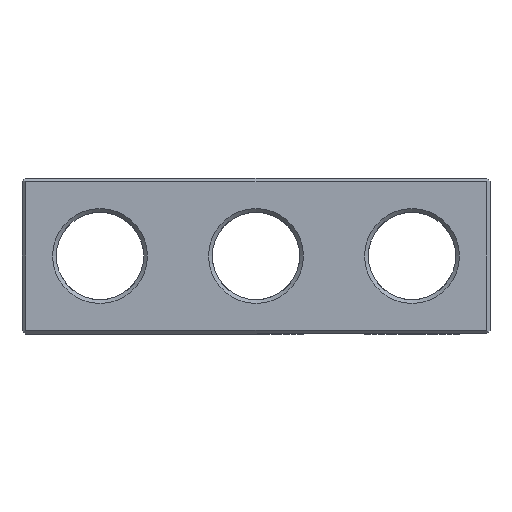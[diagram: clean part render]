
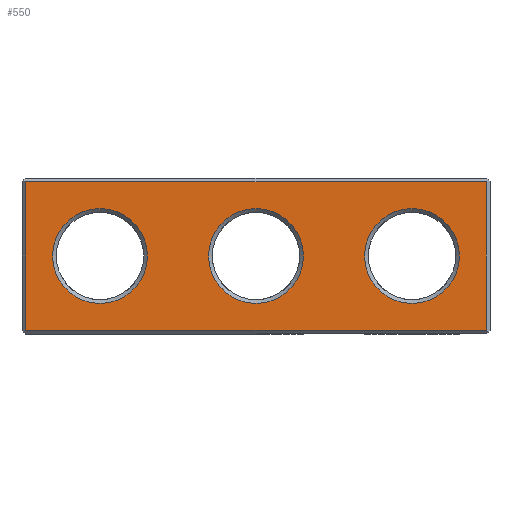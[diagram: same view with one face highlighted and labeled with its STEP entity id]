
A CAD part, front view. The second image highlights one B-rep face of the part: STEP entity #550.
In plain terms, the highlighted planar face has unit normal (0, -1, 0).
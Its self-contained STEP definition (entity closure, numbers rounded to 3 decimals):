
#72 = PLANE('',#73);
#73 = AXIS2_PLACEMENT_3D('',#74,#75,#76);
#74 = CARTESIAN_POINT('',(0.,0.,0.3));
#75 = DIRECTION('',(0.,0.707,0.707));
#76 = DIRECTION('',(0.,0.707,-0.707));
#100 = PLANE('',#101);
#101 = AXIS2_PLACEMENT_3D('',#102,#103,#104);
#102 = CARTESIAN_POINT('',(37.5,0.3,0.));
#103 = DIRECTION('',(0.707,-0.707,0.));
#104 = DIRECTION('',(-0.707,-0.707,0.));
#250 = VERTEX_POINT('',#251);
#251 = CARTESIAN_POINT('',(37.2,0.,12.2));
#265 = PLANE('',#266);
#266 = AXIS2_PLACEMENT_3D('',#267,#268,#269);
#267 = CARTESIAN_POINT('',(0.,0.,12.2));
#268 = DIRECTION('',(0.,-0.707,0.707));
#269 = DIRECTION('',(0.,0.707,0.707));
#277 = EDGE_CURVE('',#278,#250,#280,.T.);
#278 = VERTEX_POINT('',#279);
#279 = CARTESIAN_POINT('',(37.2,0.,0.3));
#280 = SURFACE_CURVE('',#281,(#285,#292),.PCURVE_S1.);
#281 = LINE('',#282,#283);
#282 = CARTESIAN_POINT('',(37.2,0.,0.));
#283 = VECTOR('',#284,1.);
#284 = DIRECTION('',(0.,0.,1.));
#285 = PCURVE('',#100,#286);
#286 = DEFINITIONAL_REPRESENTATION('',(#287),#291);
#287 = LINE('',#288,#289);
#288 = CARTESIAN_POINT('',(0.424,0.));
#289 = VECTOR('',#290,1.);
#290 = DIRECTION('',(0.,-1.));
#291 = ( GEOMETRIC_REPRESENTATION_CONTEXT(2) 
PARAMETRIC_REPRESENTATION_CONTEXT() REPRESENTATION_CONTEXT('2D SPACE',''
  ) );
#292 = PCURVE('',#293,#298);
#293 = PLANE('',#294);
#294 = AXIS2_PLACEMENT_3D('',#295,#296,#297);
#295 = CARTESIAN_POINT('',(0.,0.,0.));
#296 = DIRECTION('',(0.,1.,0.));
#297 = DIRECTION('',(1.,0.,0.));
#298 = DEFINITIONAL_REPRESENTATION('',(#299),#303);
#299 = LINE('',#300,#301);
#300 = CARTESIAN_POINT('',(37.2,0.));
#301 = VECTOR('',#302,1.);
#302 = DIRECTION('',(0.,-1.));
#303 = ( GEOMETRIC_REPRESENTATION_CONTEXT(2) 
PARAMETRIC_REPRESENTATION_CONTEXT() REPRESENTATION_CONTEXT('2D SPACE',''
  ) );
#550 = ADVANCED_FACE('',(#551,#626,#661,#696),#293,.F.);
#551 = FACE_BOUND('',#552,.F.);
#552 = EDGE_LOOP('',(#553,#576,#604,#625));
#553 = ORIENTED_EDGE('',*,*,#554,.F.);
#554 = EDGE_CURVE('',#555,#278,#557,.T.);
#555 = VERTEX_POINT('',#556);
#556 = CARTESIAN_POINT('',(0.3,0.,0.3));
#557 = SURFACE_CURVE('',#558,(#562,#569),.PCURVE_S1.);
#558 = LINE('',#559,#560);
#559 = CARTESIAN_POINT('',(0.,0.,0.3));
#560 = VECTOR('',#561,1.);
#561 = DIRECTION('',(1.,0.,0.));
#562 = PCURVE('',#293,#563);
#563 = DEFINITIONAL_REPRESENTATION('',(#564),#568);
#564 = LINE('',#565,#566);
#565 = CARTESIAN_POINT('',(0.,-0.3));
#566 = VECTOR('',#567,1.);
#567 = DIRECTION('',(1.,0.));
#568 = ( GEOMETRIC_REPRESENTATION_CONTEXT(2) 
PARAMETRIC_REPRESENTATION_CONTEXT() REPRESENTATION_CONTEXT('2D SPACE',''
  ) );
#569 = PCURVE('',#72,#570);
#570 = DEFINITIONAL_REPRESENTATION('',(#571),#575);
#571 = LINE('',#572,#573);
#572 = CARTESIAN_POINT('',(0.,0.));
#573 = VECTOR('',#574,1.);
#574 = DIRECTION('',(0.,-1.));
#575 = ( GEOMETRIC_REPRESENTATION_CONTEXT(2) 
PARAMETRIC_REPRESENTATION_CONTEXT() REPRESENTATION_CONTEXT('2D SPACE',''
  ) );
#576 = ORIENTED_EDGE('',*,*,#577,.T.);
#577 = EDGE_CURVE('',#555,#578,#580,.T.);
#578 = VERTEX_POINT('',#579);
#579 = CARTESIAN_POINT('',(0.3,0.,12.2));
#580 = SURFACE_CURVE('',#581,(#585,#592),.PCURVE_S1.);
#581 = LINE('',#582,#583);
#582 = CARTESIAN_POINT('',(0.3,0.,0.));
#583 = VECTOR('',#584,1.);
#584 = DIRECTION('',(0.,0.,1.));
#585 = PCURVE('',#293,#586);
#586 = DEFINITIONAL_REPRESENTATION('',(#587),#591);
#587 = LINE('',#588,#589);
#588 = CARTESIAN_POINT('',(0.3,0.));
#589 = VECTOR('',#590,1.);
#590 = DIRECTION('',(0.,-1.));
#591 = ( GEOMETRIC_REPRESENTATION_CONTEXT(2) 
PARAMETRIC_REPRESENTATION_CONTEXT() REPRESENTATION_CONTEXT('2D SPACE',''
  ) );
#592 = PCURVE('',#593,#598);
#593 = PLANE('',#594);
#594 = AXIS2_PLACEMENT_3D('',#595,#596,#597);
#595 = CARTESIAN_POINT('',(0.3,0.,0.));
#596 = DIRECTION('',(-0.707,-0.707,0.));
#597 = DIRECTION('',(-0.707,0.707,0.));
#598 = DEFINITIONAL_REPRESENTATION('',(#599),#603);
#599 = LINE('',#600,#601);
#600 = CARTESIAN_POINT('',(0.,0.));
#601 = VECTOR('',#602,1.);
#602 = DIRECTION('',(0.,-1.));
#603 = ( GEOMETRIC_REPRESENTATION_CONTEXT(2) 
PARAMETRIC_REPRESENTATION_CONTEXT() REPRESENTATION_CONTEXT('2D SPACE',''
  ) );
#604 = ORIENTED_EDGE('',*,*,#605,.T.);
#605 = EDGE_CURVE('',#578,#250,#606,.T.);
#606 = SURFACE_CURVE('',#607,(#611,#618),.PCURVE_S1.);
#607 = LINE('',#608,#609);
#608 = CARTESIAN_POINT('',(0.,0.,12.2));
#609 = VECTOR('',#610,1.);
#610 = DIRECTION('',(1.,0.,0.));
#611 = PCURVE('',#293,#612);
#612 = DEFINITIONAL_REPRESENTATION('',(#613),#617);
#613 = LINE('',#614,#615);
#614 = CARTESIAN_POINT('',(0.,-12.2));
#615 = VECTOR('',#616,1.);
#616 = DIRECTION('',(1.,0.));
#617 = ( GEOMETRIC_REPRESENTATION_CONTEXT(2) 
PARAMETRIC_REPRESENTATION_CONTEXT() REPRESENTATION_CONTEXT('2D SPACE',''
  ) );
#618 = PCURVE('',#265,#619);
#619 = DEFINITIONAL_REPRESENTATION('',(#620),#624);
#620 = LINE('',#621,#622);
#621 = CARTESIAN_POINT('',(0.,0.));
#622 = VECTOR('',#623,1.);
#623 = DIRECTION('',(0.,-1.));
#624 = ( GEOMETRIC_REPRESENTATION_CONTEXT(2) 
PARAMETRIC_REPRESENTATION_CONTEXT() REPRESENTATION_CONTEXT('2D SPACE',''
  ) );
#625 = ORIENTED_EDGE('',*,*,#277,.F.);
#626 = FACE_BOUND('',#627,.F.);
#627 = EDGE_LOOP('',(#628));
#628 = ORIENTED_EDGE('',*,*,#629,.T.);
#629 = EDGE_CURVE('',#630,#630,#632,.T.);
#630 = VERTEX_POINT('',#631);
#631 = CARTESIAN_POINT('',(10.05,0.,6.25));
#632 = SURFACE_CURVE('',#633,(#638,#649),.PCURVE_S1.);
#633 = CIRCLE('',#634,3.8);
#634 = AXIS2_PLACEMENT_3D('',#635,#636,#637);
#635 = CARTESIAN_POINT('',(6.25,0.,6.25));
#636 = DIRECTION('',(0.,-1.,0.));
#637 = DIRECTION('',(1.,0.,0.));
#638 = PCURVE('',#293,#639);
#639 = DEFINITIONAL_REPRESENTATION('',(#640),#648);
#640 = ( BOUNDED_CURVE() B_SPLINE_CURVE(2,(#641,#642,#643,#644,#645,#646
,#647),.UNSPECIFIED.,.T.,.F.) B_SPLINE_CURVE_WITH_KNOTS((1,2,2,2,2,1),(
    -2.094,0.,2.094,4.189,6.283,
8.378),.UNSPECIFIED.) CURVE() GEOMETRIC_REPRESENTATION_ITEM() 
RATIONAL_B_SPLINE_CURVE((1.,0.5,1.,0.5,1.,0.5,1.)) REPRESENTATION_ITEM(
  '') );
#641 = CARTESIAN_POINT('',(10.05,-6.25));
#642 = CARTESIAN_POINT('',(10.05,-12.832));
#643 = CARTESIAN_POINT('',(4.35,-9.541));
#644 = CARTESIAN_POINT('',(-1.35,-6.25));
#645 = CARTESIAN_POINT('',(4.35,-2.959));
#646 = CARTESIAN_POINT('',(10.05,0.332));
#647 = CARTESIAN_POINT('',(10.05,-6.25));
#648 = ( GEOMETRIC_REPRESENTATION_CONTEXT(2) 
PARAMETRIC_REPRESENTATION_CONTEXT() REPRESENTATION_CONTEXT('2D SPACE',''
  ) );
#649 = PCURVE('',#650,#655);
#650 = CONICAL_SURFACE('',#651,3.5,0.785);
#651 = AXIS2_PLACEMENT_3D('',#652,#653,#654);
#652 = CARTESIAN_POINT('',(6.25,0.3,6.25));
#653 = DIRECTION('',(-0.,-1.,-0.));
#654 = DIRECTION('',(1.,0.,0.));
#655 = DEFINITIONAL_REPRESENTATION('',(#656),#660);
#656 = LINE('',#657,#658);
#657 = CARTESIAN_POINT('',(-0.,0.3));
#658 = VECTOR('',#659,1.);
#659 = DIRECTION('',(1.,-0.));
#660 = ( GEOMETRIC_REPRESENTATION_CONTEXT(2) 
PARAMETRIC_REPRESENTATION_CONTEXT() REPRESENTATION_CONTEXT('2D SPACE',''
  ) );
#661 = FACE_BOUND('',#662,.F.);
#662 = EDGE_LOOP('',(#663));
#663 = ORIENTED_EDGE('',*,*,#664,.T.);
#664 = EDGE_CURVE('',#665,#665,#667,.T.);
#665 = VERTEX_POINT('',#666);
#666 = CARTESIAN_POINT('',(22.55,0.,6.25));
#667 = SURFACE_CURVE('',#668,(#673,#684),.PCURVE_S1.);
#668 = CIRCLE('',#669,3.8);
#669 = AXIS2_PLACEMENT_3D('',#670,#671,#672);
#670 = CARTESIAN_POINT('',(18.75,0.,6.25));
#671 = DIRECTION('',(0.,-1.,0.));
#672 = DIRECTION('',(1.,0.,0.));
#673 = PCURVE('',#293,#674);
#674 = DEFINITIONAL_REPRESENTATION('',(#675),#683);
#675 = ( BOUNDED_CURVE() B_SPLINE_CURVE(2,(#676,#677,#678,#679,#680,#681
,#682),.UNSPECIFIED.,.T.,.F.) B_SPLINE_CURVE_WITH_KNOTS((1,2,2,2,2,1),(
    -2.094,0.,2.094,4.189,6.283,
8.378),.UNSPECIFIED.) CURVE() GEOMETRIC_REPRESENTATION_ITEM() 
RATIONAL_B_SPLINE_CURVE((1.,0.5,1.,0.5,1.,0.5,1.)) REPRESENTATION_ITEM(
  '') );
#676 = CARTESIAN_POINT('',(22.55,-6.25));
#677 = CARTESIAN_POINT('',(22.55,-12.832));
#678 = CARTESIAN_POINT('',(16.85,-9.541));
#679 = CARTESIAN_POINT('',(11.15,-6.25));
#680 = CARTESIAN_POINT('',(16.85,-2.959));
#681 = CARTESIAN_POINT('',(22.55,0.332));
#682 = CARTESIAN_POINT('',(22.55,-6.25));
#683 = ( GEOMETRIC_REPRESENTATION_CONTEXT(2) 
PARAMETRIC_REPRESENTATION_CONTEXT() REPRESENTATION_CONTEXT('2D SPACE',''
  ) );
#684 = PCURVE('',#685,#690);
#685 = CONICAL_SURFACE('',#686,3.5,0.785);
#686 = AXIS2_PLACEMENT_3D('',#687,#688,#689);
#687 = CARTESIAN_POINT('',(18.75,0.3,6.25));
#688 = DIRECTION('',(-0.,-1.,-0.));
#689 = DIRECTION('',(1.,0.,0.));
#690 = DEFINITIONAL_REPRESENTATION('',(#691),#695);
#691 = LINE('',#692,#693);
#692 = CARTESIAN_POINT('',(-0.,0.3));
#693 = VECTOR('',#694,1.);
#694 = DIRECTION('',(1.,-0.));
#695 = ( GEOMETRIC_REPRESENTATION_CONTEXT(2) 
PARAMETRIC_REPRESENTATION_CONTEXT() REPRESENTATION_CONTEXT('2D SPACE',''
  ) );
#696 = FACE_BOUND('',#697,.F.);
#697 = EDGE_LOOP('',(#698));
#698 = ORIENTED_EDGE('',*,*,#699,.T.);
#699 = EDGE_CURVE('',#700,#700,#702,.T.);
#700 = VERTEX_POINT('',#701);
#701 = CARTESIAN_POINT('',(35.05,0.,6.25));
#702 = SURFACE_CURVE('',#703,(#708,#719),.PCURVE_S1.);
#703 = CIRCLE('',#704,3.8);
#704 = AXIS2_PLACEMENT_3D('',#705,#706,#707);
#705 = CARTESIAN_POINT('',(31.25,0.,6.25));
#706 = DIRECTION('',(0.,-1.,0.));
#707 = DIRECTION('',(1.,0.,0.));
#708 = PCURVE('',#293,#709);
#709 = DEFINITIONAL_REPRESENTATION('',(#710),#718);
#710 = ( BOUNDED_CURVE() B_SPLINE_CURVE(2,(#711,#712,#713,#714,#715,#716
,#717),.UNSPECIFIED.,.T.,.F.) B_SPLINE_CURVE_WITH_KNOTS((1,2,2,2,2,1),(
    -2.094,0.,2.094,4.189,6.283,
8.378),.UNSPECIFIED.) CURVE() GEOMETRIC_REPRESENTATION_ITEM() 
RATIONAL_B_SPLINE_CURVE((1.,0.5,1.,0.5,1.,0.5,1.)) REPRESENTATION_ITEM(
  '') );
#711 = CARTESIAN_POINT('',(35.05,-6.25));
#712 = CARTESIAN_POINT('',(35.05,-12.832));
#713 = CARTESIAN_POINT('',(29.35,-9.541));
#714 = CARTESIAN_POINT('',(23.65,-6.25));
#715 = CARTESIAN_POINT('',(29.35,-2.959));
#716 = CARTESIAN_POINT('',(35.05,0.332));
#717 = CARTESIAN_POINT('',(35.05,-6.25));
#718 = ( GEOMETRIC_REPRESENTATION_CONTEXT(2) 
PARAMETRIC_REPRESENTATION_CONTEXT() REPRESENTATION_CONTEXT('2D SPACE',''
  ) );
#719 = PCURVE('',#720,#725);
#720 = CONICAL_SURFACE('',#721,3.5,0.785);
#721 = AXIS2_PLACEMENT_3D('',#722,#723,#724);
#722 = CARTESIAN_POINT('',(31.25,0.3,6.25));
#723 = DIRECTION('',(-0.,-1.,-0.));
#724 = DIRECTION('',(1.,0.,0.));
#725 = DEFINITIONAL_REPRESENTATION('',(#726),#730);
#726 = LINE('',#727,#728);
#727 = CARTESIAN_POINT('',(-0.,0.3));
#728 = VECTOR('',#729,1.);
#729 = DIRECTION('',(1.,-0.));
#730 = ( GEOMETRIC_REPRESENTATION_CONTEXT(2) 
PARAMETRIC_REPRESENTATION_CONTEXT() REPRESENTATION_CONTEXT('2D SPACE',''
  ) );
